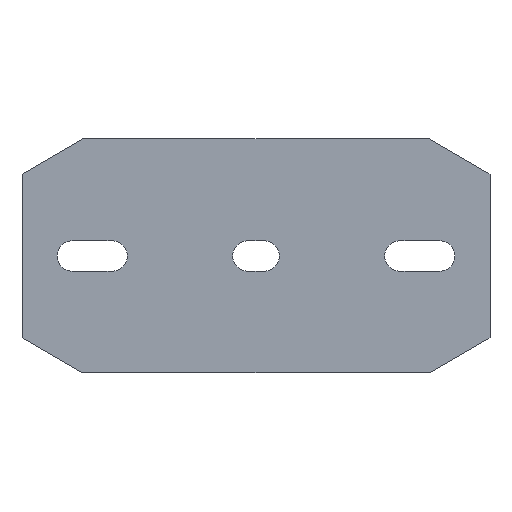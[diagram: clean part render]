
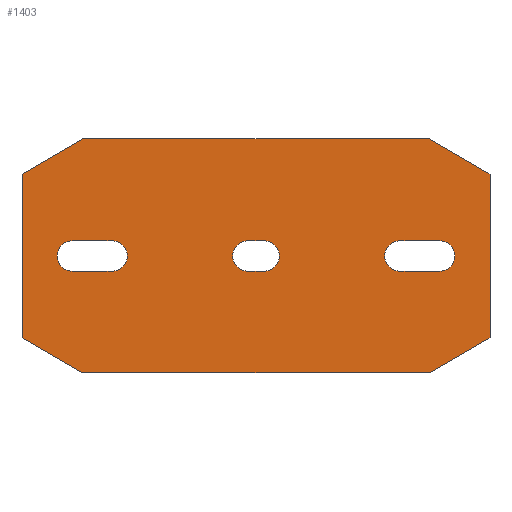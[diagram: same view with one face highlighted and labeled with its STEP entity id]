
A CAD part, front view. The second image highlights one B-rep face of the part: STEP entity #1403.
In plain terms, the highlighted planar face has unit normal (0, -1, 0).
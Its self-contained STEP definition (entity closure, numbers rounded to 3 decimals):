
#2=DIRECTION('',(-0.866,0.,0.5));
#3=VECTOR('',#2,30.);
#4=CARTESIAN_POINT('',(-74.019,0.,-50.));
#5=LINE('',#4,#3);
#6=DIRECTION('',(0.,0.,1.));
#7=VECTOR('',#6,70.);
#8=CARTESIAN_POINT('',(-100.,0.,-35.));
#9=LINE('',#8,#7);
#10=DIRECTION('',(0.866,0.,0.5));
#11=VECTOR('',#10,30.);
#12=CARTESIAN_POINT('',(-100.,0.,35.));
#13=LINE('',#12,#11);
#14=DIRECTION('',(1.,0.,0.));
#15=VECTOR('',#14,148.038);
#16=CARTESIAN_POINT('',(-74.019,0.,50.));
#17=LINE('',#16,#15);
#18=DIRECTION('',(0.866,0.,-0.5));
#19=VECTOR('',#18,30.);
#20=CARTESIAN_POINT('',(74.019,0.,50.));
#21=LINE('',#20,#19);
#22=DIRECTION('',(0.,0.,-1.));
#23=VECTOR('',#22,70.);
#24=CARTESIAN_POINT('',(100.,0.,35.));
#25=LINE('',#24,#23);
#26=DIRECTION('',(-0.866,0.,-0.5));
#27=VECTOR('',#26,30.);
#28=CARTESIAN_POINT('',(100.,0.,-35.));
#29=LINE('',#28,#27);
#30=DIRECTION('',(-1.,0.,0.));
#31=VECTOR('',#30,148.038);
#32=CARTESIAN_POINT('',(74.019,0.,-50.));
#33=LINE('',#32,#31);
#34=CARTESIAN_POINT('',(-78.5,0.,0.));
#35=DIRECTION('',(0.,1.,0.));
#36=DIRECTION('',(0.,0.,-1.));
#37=AXIS2_PLACEMENT_3D('',#34,#35,#36);
#39=DIRECTION('',(-1.,0.,0.));
#40=VECTOR('',#39,17.);
#41=CARTESIAN_POINT('',(-61.5,0.,-6.5));
#42=LINE('',#41,#40);
#43=CARTESIAN_POINT('',(-61.5,0.,0.));
#44=DIRECTION('',(0.,1.,0.));
#45=DIRECTION('',(0.,0.,1.));
#46=AXIS2_PLACEMENT_3D('',#43,#44,#45);
#48=DIRECTION('',(1.,0.,0.));
#49=VECTOR('',#48,17.);
#50=CARTESIAN_POINT('',(-78.5,0.,6.5));
#51=LINE('',#50,#49);
#52=CARTESIAN_POINT('',(78.5,0.,0.));
#53=DIRECTION('',(0.,-1.,0.));
#54=DIRECTION('',(0.,0.,-1.));
#55=AXIS2_PLACEMENT_3D('',#52,#53,#54);
#57=DIRECTION('',(-1.,0.,0.));
#58=VECTOR('',#57,17.);
#59=CARTESIAN_POINT('',(78.5,0.,6.5));
#60=LINE('',#59,#58);
#61=CARTESIAN_POINT('',(61.5,0.,0.));
#62=DIRECTION('',(0.,-1.,0.));
#63=DIRECTION('',(0.,0.,1.));
#64=AXIS2_PLACEMENT_3D('',#61,#62,#63);
#66=DIRECTION('',(1.,0.,0.));
#67=VECTOR('',#66,17.);
#68=CARTESIAN_POINT('',(61.5,0.,-6.5));
#69=LINE('',#68,#67);
#70=CARTESIAN_POINT('',(-3.5,0.,0.));
#71=DIRECTION('',(0.,1.,0.));
#72=DIRECTION('',(0.,0.,-1.));
#73=AXIS2_PLACEMENT_3D('',#70,#71,#72);
#75=DIRECTION('',(-1.,0.,0.));
#76=VECTOR('',#75,7.);
#77=CARTESIAN_POINT('',(3.5,0.,-6.5));
#78=LINE('',#77,#76);
#79=CARTESIAN_POINT('',(3.5,0.,0.));
#80=DIRECTION('',(0.,1.,0.));
#81=DIRECTION('',(0.,0.,1.));
#82=AXIS2_PLACEMENT_3D('',#79,#80,#81);
#84=DIRECTION('',(1.,0.,0.));
#85=VECTOR('',#84,7.);
#86=CARTESIAN_POINT('',(-3.5,0.,6.5));
#87=LINE('',#86,#85);
#1030=CARTESIAN_POINT('',(-74.019,0.,-50.));
#1031=CARTESIAN_POINT('',(-100.,0.,-35.));
#1032=VERTEX_POINT('',#1030);
#1033=VERTEX_POINT('',#1031);
#1034=CARTESIAN_POINT('',(-100.,0.,35.));
#1035=VERTEX_POINT('',#1034);
#1036=CARTESIAN_POINT('',(-74.019,0.,50.));
#1037=VERTEX_POINT('',#1036);
#1038=CARTESIAN_POINT('',(74.019,0.,50.));
#1039=VERTEX_POINT('',#1038);
#1040=CARTESIAN_POINT('',(100.,0.,35.));
#1041=VERTEX_POINT('',#1040);
#1042=CARTESIAN_POINT('',(100.,0.,-35.));
#1043=VERTEX_POINT('',#1042);
#1044=CARTESIAN_POINT('',(74.019,0.,-50.));
#1045=VERTEX_POINT('',#1044);
#1062=CARTESIAN_POINT('',(-78.5,0.,-6.5));
#1063=CARTESIAN_POINT('',(-78.5,0.,6.5));
#1064=VERTEX_POINT('',#1062);
#1065=VERTEX_POINT('',#1063);
#1066=CARTESIAN_POINT('',(-61.5,0.,6.5));
#1067=VERTEX_POINT('',#1066);
#1068=CARTESIAN_POINT('',(-61.5,0.,-6.5));
#1069=VERTEX_POINT('',#1068);
#1078=CARTESIAN_POINT('',(78.5,0.,-6.5));
#1079=CARTESIAN_POINT('',(78.5,0.,6.5));
#1080=VERTEX_POINT('',#1078);
#1081=VERTEX_POINT('',#1079);
#1082=CARTESIAN_POINT('',(61.5,0.,6.5));
#1083=VERTEX_POINT('',#1082);
#1084=CARTESIAN_POINT('',(61.5,0.,-6.5));
#1085=VERTEX_POINT('',#1084);
#1094=CARTESIAN_POINT('',(-3.5,0.,-6.5));
#1095=CARTESIAN_POINT('',(-3.5,0.,6.5));
#1096=VERTEX_POINT('',#1094);
#1097=VERTEX_POINT('',#1095);
#1098=CARTESIAN_POINT('',(3.5,0.,6.5));
#1099=VERTEX_POINT('',#1098);
#1100=CARTESIAN_POINT('',(3.5,0.,-6.5));
#1101=VERTEX_POINT('',#1100);
#1350=CARTESIAN_POINT('',(0.,0.,0.));
#1351=DIRECTION('',(0.,1.,0.));
#1352=DIRECTION('',(1.,0.,0.));
#1353=AXIS2_PLACEMENT_3D('',#1350,#1351,#1352);
#1354=PLANE('',#1353);
#1356=ORIENTED_EDGE('',*,*,#1355,.T.);
#1358=ORIENTED_EDGE('',*,*,#1357,.T.);
#1360=ORIENTED_EDGE('',*,*,#1359,.T.);
#1362=ORIENTED_EDGE('',*,*,#1361,.T.);
#1364=ORIENTED_EDGE('',*,*,#1363,.T.);
#1366=ORIENTED_EDGE('',*,*,#1365,.T.);
#1368=ORIENTED_EDGE('',*,*,#1367,.T.);
#1370=ORIENTED_EDGE('',*,*,#1369,.T.);
#1371=EDGE_LOOP('',(#1356,#1358,#1360,#1362,#1364,#1366,#1368,#1370));
#1372=FACE_OUTER_BOUND('',#1371,.F.);
#1374=ORIENTED_EDGE('',*,*,#1373,.F.);
#1376=ORIENTED_EDGE('',*,*,#1375,.F.);
#1378=ORIENTED_EDGE('',*,*,#1377,.F.);
#1380=ORIENTED_EDGE('',*,*,#1379,.F.);
#1381=EDGE_LOOP('',(#1374,#1376,#1378,#1380));
#1382=FACE_BOUND('',#1381,.F.);
#1384=ORIENTED_EDGE('',*,*,#1383,.T.);
#1386=ORIENTED_EDGE('',*,*,#1385,.T.);
#1388=ORIENTED_EDGE('',*,*,#1387,.T.);
#1390=ORIENTED_EDGE('',*,*,#1389,.T.);
#1391=EDGE_LOOP('',(#1384,#1386,#1388,#1390));
#1392=FACE_BOUND('',#1391,.F.);
#1394=ORIENTED_EDGE('',*,*,#1393,.F.);
#1396=ORIENTED_EDGE('',*,*,#1395,.F.);
#1398=ORIENTED_EDGE('',*,*,#1397,.F.);
#1400=ORIENTED_EDGE('',*,*,#1399,.F.);
#1401=EDGE_LOOP('',(#1394,#1396,#1398,#1400));
#1402=FACE_BOUND('',#1401,.F.);
#1403=ADVANCED_FACE('',(#1372,#1382,#1392,#1402),#1354,.F.);
#38=CIRCLE('',#37,6.5);
#47=CIRCLE('',#46,6.5);
#56=CIRCLE('',#55,6.5);
#65=CIRCLE('',#64,6.5);
#74=CIRCLE('',#73,6.5);
#83=CIRCLE('',#82,6.5);
#1355=EDGE_CURVE('',#1032,#1033,#5,.T.);
#1357=EDGE_CURVE('',#1033,#1035,#9,.T.);
#1359=EDGE_CURVE('',#1035,#1037,#13,.T.);
#1361=EDGE_CURVE('',#1037,#1039,#17,.T.);
#1363=EDGE_CURVE('',#1039,#1041,#21,.T.);
#1365=EDGE_CURVE('',#1041,#1043,#25,.T.);
#1367=EDGE_CURVE('',#1043,#1045,#29,.T.);
#1369=EDGE_CURVE('',#1045,#1032,#33,.T.);
#1373=EDGE_CURVE('',#1064,#1065,#38,.T.);
#1375=EDGE_CURVE('',#1069,#1064,#42,.T.);
#1377=EDGE_CURVE('',#1067,#1069,#47,.T.);
#1379=EDGE_CURVE('',#1065,#1067,#51,.T.);
#1383=EDGE_CURVE('',#1080,#1081,#56,.T.);
#1385=EDGE_CURVE('',#1081,#1083,#60,.T.);
#1387=EDGE_CURVE('',#1083,#1085,#65,.T.);
#1389=EDGE_CURVE('',#1085,#1080,#69,.T.);
#1393=EDGE_CURVE('',#1096,#1097,#74,.T.);
#1395=EDGE_CURVE('',#1101,#1096,#78,.T.);
#1397=EDGE_CURVE('',#1099,#1101,#83,.T.);
#1399=EDGE_CURVE('',#1097,#1099,#87,.T.);
